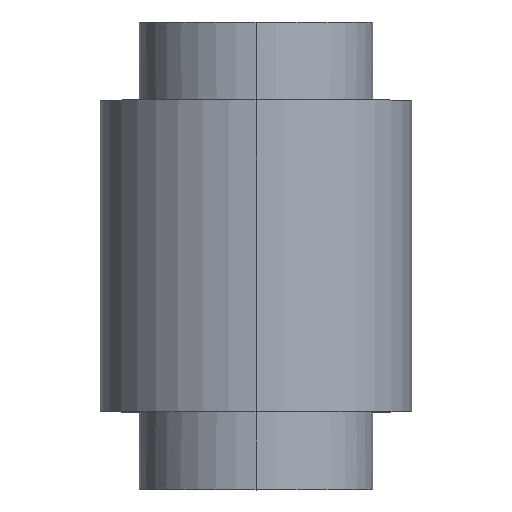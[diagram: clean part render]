
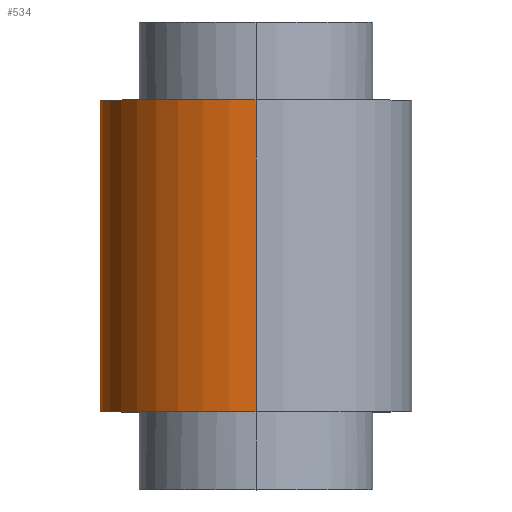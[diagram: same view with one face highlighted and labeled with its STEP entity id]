
A CAD part, top view. The second image highlights one B-rep face of the part: STEP entity #534.
In plain terms, the highlighted cylindrical face has radius 10 mm (diameter 20 mm), a partial arc.
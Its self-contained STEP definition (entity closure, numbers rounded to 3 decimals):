
#26 = CARTESIAN_POINT ( 'NONE',  ( -5., -10., -8.66 ) ) ;
#39 = VECTOR ( 'NONE', #228, 1000. ) ;
#94 = DIRECTION ( 'NONE',  ( 0., 1., 0. ) ) ;
#107 = VECTOR ( 'NONE', #399, 1000. ) ;
#111 = VERTEX_POINT ( 'NONE', #267 ) ;
#115 = ORIENTED_EDGE ( 'NONE', *, *, #688, .T. ) ;
#133 = VERTEX_POINT ( 'NONE', #522 ) ;
#137 = FACE_OUTER_BOUND ( 'NONE', #512, .T. ) ;
#147 = CARTESIAN_POINT ( 'NONE',  ( -5., -10., -8.66 ) ) ;
#173 = CARTESIAN_POINT ( 'NONE',  ( -5., 10., -8.66 ) ) ;
#175 = AXIS2_PLACEMENT_3D ( 'NONE', #224, #483, #292 ) ;
#190 = ORIENTED_EDGE ( 'NONE', *, *, #352, .F. ) ;
#224 = CARTESIAN_POINT ( 'NONE',  ( 0., -10., 0. ) ) ;
#228 = DIRECTION ( 'NONE',  ( 0., 1., 0. ) ) ;
#239 = AXIS2_PLACEMENT_3D ( 'NONE', #541, #94, #475 ) ;
#267 = CARTESIAN_POINT ( 'NONE',  ( 0., 10., 10. ) ) ;
#292 = DIRECTION ( 'NONE',  ( 0., 0., 1. ) ) ;
#294 = VERTEX_POINT ( 'NONE', #147 ) ;
#352 = EDGE_CURVE ( 'NONE', #820, #111, #699, .T. ) ;
#386 = DIRECTION ( 'NONE',  ( 0., 0., 1. ) ) ;
#399 = DIRECTION ( 'NONE',  ( 0., 1., 0. ) ) ;
#468 = CARTESIAN_POINT ( 'NONE',  ( 0., -10., 10. ) ) ;
#473 = AXIS2_PLACEMENT_3D ( 'NONE', #523, #776, #386 ) ;
#475 = DIRECTION ( 'NONE',  ( 0., 0., 1. ) ) ;
#483 = DIRECTION ( 'NONE',  ( 0., 1., 0. ) ) ;
#500 = ORIENTED_EDGE ( 'NONE', *, *, #716, .F. ) ;
#512 = EDGE_LOOP ( 'NONE', ( #540, #115, #190, #500 ) ) ;
#522 = CARTESIAN_POINT ( 'NONE',  ( 0., -10., 10. ) ) ;
#523 = CARTESIAN_POINT ( 'NONE',  ( 0., -10., 0. ) ) ;
#534 = ADVANCED_FACE ( 'NONE', ( #137 ), #850, .T. ) ;
#540 = ORIENTED_EDGE ( 'NONE', *, *, #749, .T. ) ;
#541 = CARTESIAN_POINT ( 'NONE',  ( 0., 10., 0. ) ) ;
#606 = LINE ( 'NONE', #468, #107 ) ;
#679 = LINE ( 'NONE', #26, #39 ) ;
#688 = EDGE_CURVE ( 'NONE', #133, #111, #606, .T. ) ;
#699 = CIRCLE ( 'NONE', #239, 10. ) ;
#716 = EDGE_CURVE ( 'NONE', #294, #820, #679, .T. ) ;
#733 = CIRCLE ( 'NONE', #175, 10. ) ;
#749 = EDGE_CURVE ( 'NONE', #294, #133, #733, .T. ) ;
#776 = DIRECTION ( 'NONE',  ( 0., 1., 0. ) ) ;
#820 = VERTEX_POINT ( 'NONE', #173 ) ;
#850 = CYLINDRICAL_SURFACE ( 'NONE', #473, 10. ) ;
